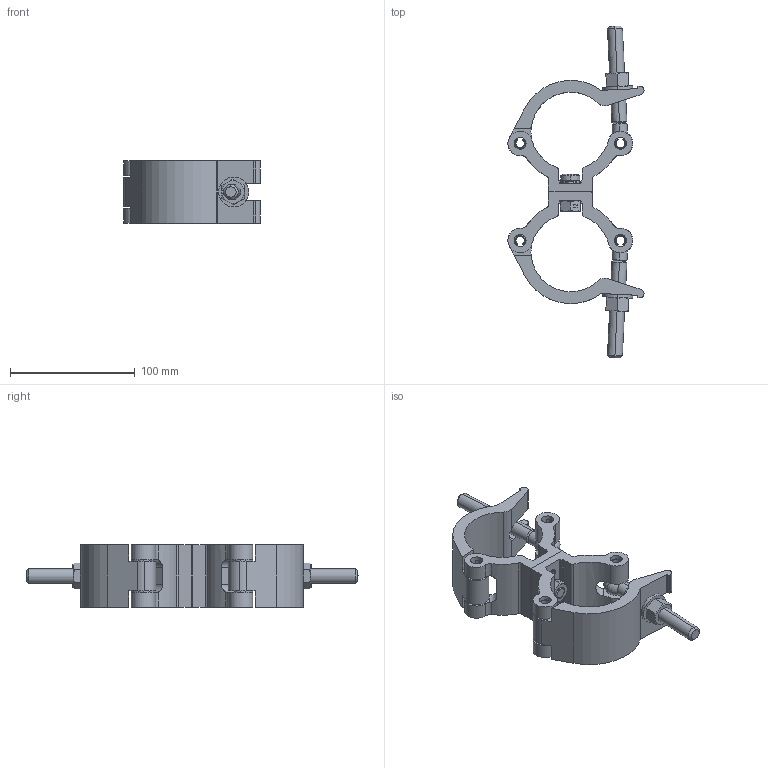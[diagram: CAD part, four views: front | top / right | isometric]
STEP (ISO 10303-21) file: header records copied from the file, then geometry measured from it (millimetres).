
FILE_DESCRIPTION (( 'STEP AP203' ), '1' );
FILE_NAME ('T57440 & T57441.STEP', '2018-08-08T08:14:23', ( '' ), ( '' ), 'SwSTEP 2.0', 'SolidWorks 2016', '' );
FILE_SCHEMA (( 'CONFIG_CONTROL_DESIGN' ));
Length unit declared in the file: millimetre
Products named in the file (17): Hex Nut Style 1 GradeAB_Doughty Fastners_Hexagon Nut ISO - 4032 - M12 - D - S; TH2017_TH2017 - 50MM WIDE; F790; T78055; TH460_TH460; F995; TH2018_TH2018 - 50MM WIDE; F997; A Washer_Bright washer BS 4320 - M12 (Form A); Hex Centre Lock Nut GradeAB_Doughty Fastners_BS EN 24032 - M10 - D - S; S1931; spring pin slotted_hd_doughty fastners - stainless_Spring Pin ISO 8752 - 5 x 16St; TH647_TH647; T57440 & T57441; TH733
Assembly tree (21 placements, depth 3):
  T57440 & T57441
    TH460_TH460
      TH2017_TH2017 - 50MM WIDE
    TH647_TH647  x2
      TH2018_TH2018 - 50MM WIDE
    T78055  x2
      TH733
      A Washer_Bright washer BS 4320 - M12 (Form A)
      Hex Nut Style 1 GradeAB_Doughty Fastners_Hexagon Nut ISO - 4032 - M12 - D - S
    F790  x4
    TH460_TH460
      TH2017_TH2017 - 50MM WIDE
    F995
    spring pin slotted_hd_doughty fastners - stainless_Spring Pin ISO 8752 - 5 x 16St
    Hex Centre Lock Nut GradeAB_Doughty Fastners_BS EN 24032 - M10 - D - S
    S1931
    F997
Bounding box: 109.04 x 265.99 x 49.9 mm (x, y, z)
Volume: 265161.2 mm3; surface area: 98444.6 mm2
Topology: 19 solids, 19 shells, 600 faces, 1409 edges, 854 vertices
Faces by surface type: cone 223, cylinder 220, plane 151, torus 6
Entity records: 14840 total; most frequent: CARTESIAN_POINT 2848, DIRECTION 2267, ORIENTED_EDGE 2010, EDGE_CURVE 1005, AXIS2_PLACEMENT_3D 899, VERTEX_POINT 612, VECTOR 469, LINE 469
